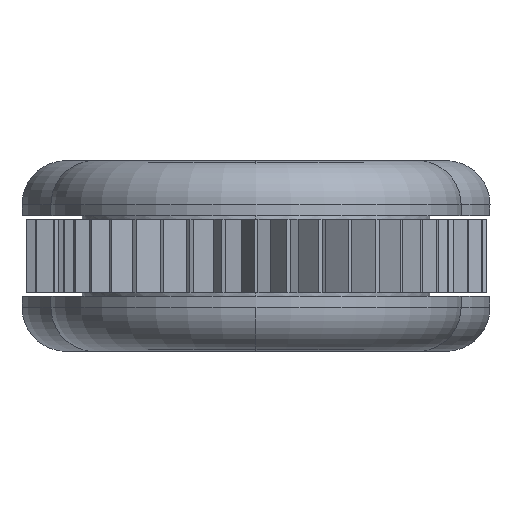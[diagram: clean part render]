
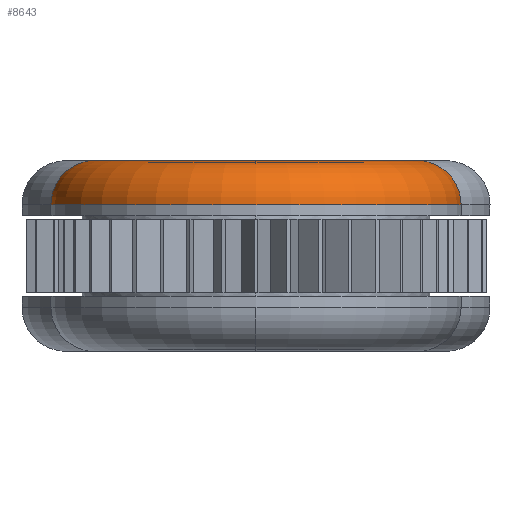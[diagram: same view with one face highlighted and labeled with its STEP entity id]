
A CAD part, left-side view. The second image highlights one B-rep face of the part: STEP entity #8643.
In plain terms, the highlighted toroidal (fillet/blend) face has major radius 5.5 mm and minor radius 1.5 mm.
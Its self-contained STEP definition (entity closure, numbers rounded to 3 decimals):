
#1868 = AXIS2_PLACEMENT_3D ( 'NONE', #28580, #28579, #28581 ) ;
#1869 = CIRCLE ( 'NONE', #1868, 1.5 ) ;
#4955 = EDGE_CURVE ( 'NONE', #14271, #22391, #32874, .T. ) ;
#4956 = EDGE_CURVE ( 'NONE', #22326, #20089, #32872, .T. ) ;
#5125 = EDGE_CURVE ( 'NONE', #14271, #14391, #33547, .T. ) ;
#6530 = EDGE_CURVE ( 'NONE', #20089, #14391, #1869, .T. ) ;
#8643 = ADVANCED_FACE ( 'NONE', ( #10281 ), #11906, .T. ) ;
#9242 = EDGE_CURVE ( 'NONE', #22391, #22326, #33657, .T. ) ;
#10281 = FACE_OUTER_BOUND ( 'NONE', #20125, .T. ) ;
#11905 = AXIS2_PLACEMENT_3D ( 'NONE', #18493, #18498, #18463 ) ;
#11906 = TOROIDAL_SURFACE ( 'NONE', #11905, 5.5, 1.5 ) ;
#13413 = ORIENTED_EDGE ( 'NONE', *, *, #5125, .F. ) ;
#13417 = ORIENTED_EDGE ( 'NONE', *, *, #6530, .T. ) ;
#13418 = ORIENTED_EDGE ( 'NONE', *, *, #4956, .T. ) ;
#13419 = ORIENTED_EDGE ( 'NONE', *, *, #9242, .T. ) ;
#13421 = ORIENTED_EDGE ( 'NONE', *, *, #4955, .T. ) ;
#14271 = VERTEX_POINT ( 'NONE', #30184 ) ;
#14391 = VERTEX_POINT ( 'NONE', #30388 ) ;
#14772 = DIRECTION ( 'NONE',  ( -0.8, -0.6, 0. ) ) ;
#14988 = DIRECTION ( 'NONE',  ( 0., 0., -1. ) ) ;
#15651 = DIRECTION ( 'NONE',  ( -1., 0., 0. ) ) ;
#16323 = CARTESIAN_POINT ( 'NONE',  ( 3.3, -4.4, 1.753 ) ) ;
#16352 = DIRECTION ( 'NONE',  ( 0.6, -0.8, 0. ) ) ;
#16368 = CARTESIAN_POINT ( 'NONE',  ( 0., 0., 3.244 ) ) ;
#18463 = DIRECTION ( 'NONE',  ( 1., 0., 0. ) ) ;
#18493 = CARTESIAN_POINT ( 'NONE',  ( 0., 0., 1.753 ) ) ;
#18498 = DIRECTION ( 'NONE',  ( 0., 0., 1. ) ) ;
#20089 = VERTEX_POINT ( 'NONE', #30001 ) ;
#20125 = EDGE_LOOP ( 'NONE', ( #13421, #13419, #13418, #13417, #13413 ) ) ;
#22326 = VERTEX_POINT ( 'NONE', #29928 ) ;
#22391 = VERTEX_POINT ( 'NONE', #30133 ) ;
#26979 = DIRECTION ( 'NONE',  ( -1., 0., 0. ) ) ;
#27053 = CARTESIAN_POINT ( 'NONE',  ( 0., 0., 3.244 ) ) ;
#27136 = DIRECTION ( 'NONE',  ( 0., 0., -1. ) ) ;
#28579 = DIRECTION ( 'NONE',  ( -0.8, 0.6, 0. ) ) ;
#28580 = CARTESIAN_POINT ( 'NONE',  ( 3.3, 4.4, 1.753 ) ) ;
#28581 = DIRECTION ( 'NONE',  ( -0.6, -0.8, 0. ) ) ;
#29928 = CARTESIAN_POINT ( 'NONE',  ( -5.67, 0., 3.244 ) ) ;
#30001 = CARTESIAN_POINT ( 'NONE',  ( 3.402, 4.536, 3.244 ) ) ;
#30133 = CARTESIAN_POINT ( 'NONE',  ( 3.402, -4.536, 3.244 ) ) ;
#30184 = CARTESIAN_POINT ( 'NONE',  ( 4.2, -5.6, 1.753 ) ) ;
#30388 = CARTESIAN_POINT ( 'NONE',  ( 4.2, 5.6, 1.753 ) ) ;
#30660 = DIRECTION ( 'NONE',  ( 0., 0., -1. ) ) ;
#30664 = DIRECTION ( 'NONE',  ( 1., 0., 0. ) ) ;
#30674 = CARTESIAN_POINT ( 'NONE',  ( 0., 0., 1.753 ) ) ;
#32871 = AXIS2_PLACEMENT_3D ( 'NONE', #16368, #14988, #15651 ) ;
#32872 = CIRCLE ( 'NONE', #32871, 5.67 ) ;
#32873 = AXIS2_PLACEMENT_3D ( 'NONE', #16323, #14772, #16352 ) ;
#32874 = CIRCLE ( 'NONE', #32873, 1.5 ) ;
#33546 = AXIS2_PLACEMENT_3D ( 'NONE', #30674, #30660, #30664 ) ;
#33547 = CIRCLE ( 'NONE', #33546, 7. ) ;
#33642 = AXIS2_PLACEMENT_3D ( 'NONE', #27053, #27136, #26979 ) ;
#33657 = CIRCLE ( 'NONE', #33642, 5.67 ) ;
